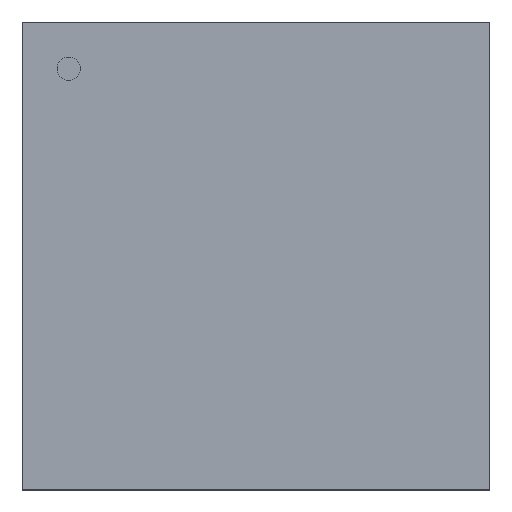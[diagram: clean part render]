
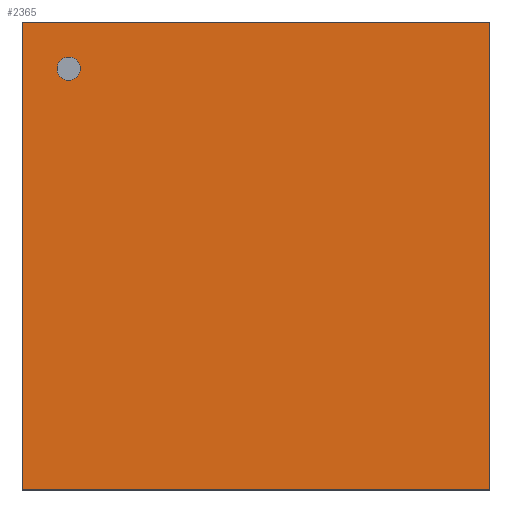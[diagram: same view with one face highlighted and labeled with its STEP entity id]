
A CAD part, top view. The second image highlights one B-rep face of the part: STEP entity #2365.
In plain terms, the highlighted planar face has unit normal (0, 0, 1).
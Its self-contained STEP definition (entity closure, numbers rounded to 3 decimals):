
#2141=CARTESIAN_POINT('',(7.506,-7.506,1.194));
#2140=VERTEX_POINT('',#2141);
#2151=CARTESIAN_POINT('',(-7.506,-7.506,1.194));
#2150=VERTEX_POINT('',#2151);
#2149=EDGE_CURVE('',#2150,#2140,#2154,.T.);
#2154=LINE('',#2151,#2156);
#2156=VECTOR('',#2157,15.011);
#2157=DIRECTION('',(1.0,0.0,0.0));
#2190=CARTESIAN_POINT('',(7.506,7.506,1.194));
#2189=VERTEX_POINT('',#2190);
#2198=EDGE_CURVE('',#2140,#2189,#2203,.T.);
#2203=LINE('',#2141,#2205);
#2205=VECTOR('',#2206,15.011);
#2206=DIRECTION('',(0.0,1.0,0.0));
#2239=CARTESIAN_POINT('',(-7.506,7.506,1.194));
#2238=VERTEX_POINT('',#2239);
#2247=EDGE_CURVE('',#2189,#2238,#2252,.T.);
#2252=LINE('',#2190,#2254);
#2254=VECTOR('',#2255,15.011);
#2255=DIRECTION('',(-1.0,0.0,0.0));
#2296=EDGE_CURVE('',#2238,#2150,#2301,.T.);
#2301=LINE('',#2239,#2303);
#2303=VECTOR('',#2304,15.011);
#2304=DIRECTION('',(0.0,-1.0,0.0));
#2365=ADVANCED_FACE('',(#2371),#2366,.T.);
#2366=PLANE('',#2367);
#2367=AXIS2_PLACEMENT_3D('',#2368,#2369,#2370);
#2368=CARTESIAN_POINT('',(-7.506,-7.506,1.194));
#2369=DIRECTION('',(0.0,0.0,1.0));
#2370=DIRECTION('',(0.,1.,0.));
#2371=FACE_OUTER_BOUND('',#2372,.T.);
#2372=EDGE_LOOP('',(#2373,#2383,#2393,#2403));
#2373=ORIENTED_EDGE('',*,*,#2149,.T.);
#2383=ORIENTED_EDGE('',*,*,#2198,.T.);
#2393=ORIENTED_EDGE('',*,*,#2247,.T.);
#2403=ORIENTED_EDGE('',*,*,#2296,.T.);
